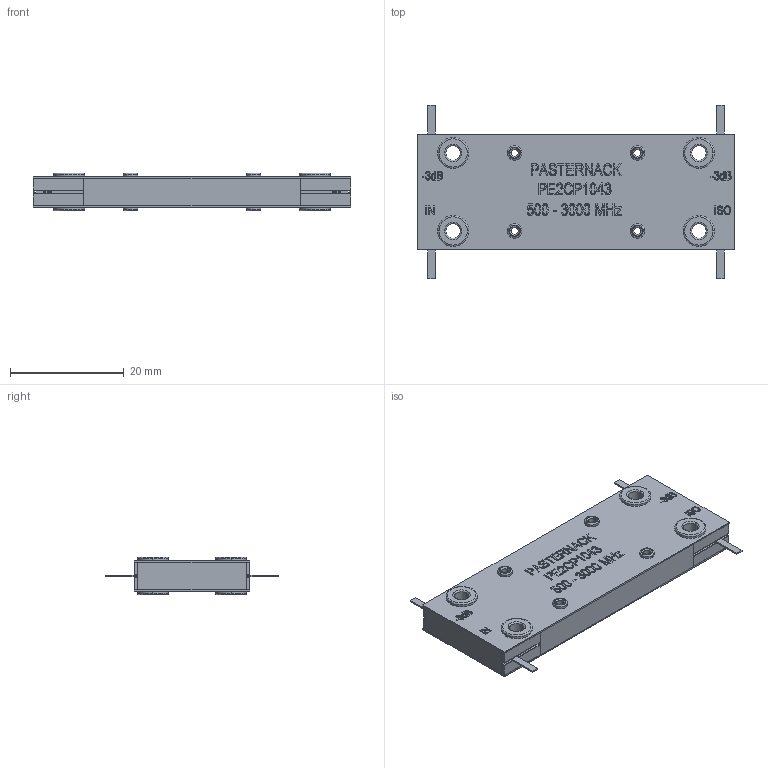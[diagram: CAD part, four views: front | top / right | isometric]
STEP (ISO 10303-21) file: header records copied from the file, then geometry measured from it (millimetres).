
FILE_DESCRIPTION (( 'STEP AP203' ), '1' );
FILE_NAME ('PE2CP1043 - FMCP1043.step', '2018-10-12T17:17:35', ( '' ), ( '' ), 'SwSTEP 2.0', 'SolidWorks 2017', '' );
FILE_SCHEMA (( 'CONFIG_CONTROL_DESIGN' ));
Length unit declared in the file: inch
Products named in the file (1): PE2CP1043 - FMCP1043
Bounding box: 55.88 x 30.48 x 6.6 mm (x, y, z)
Volume: 6010.8 mm3; surface area: 3697.1 mm2
Topology: 1 solids, 1 shells, 791 faces, 2038 edges, 1324 vertices
Faces by surface type: plane 437, bspline 242, torus 64, cylinder 48
Entity records: 37251 total; most frequent: CARTESIAN_POINT 19348, ORIENTED_EDGE 4076, DIRECTION 2878, EDGE_CURVE 2038, VECTOR 1330, LINE 1330, VERTEX_POINT 1324, EDGE_LOOP 890
